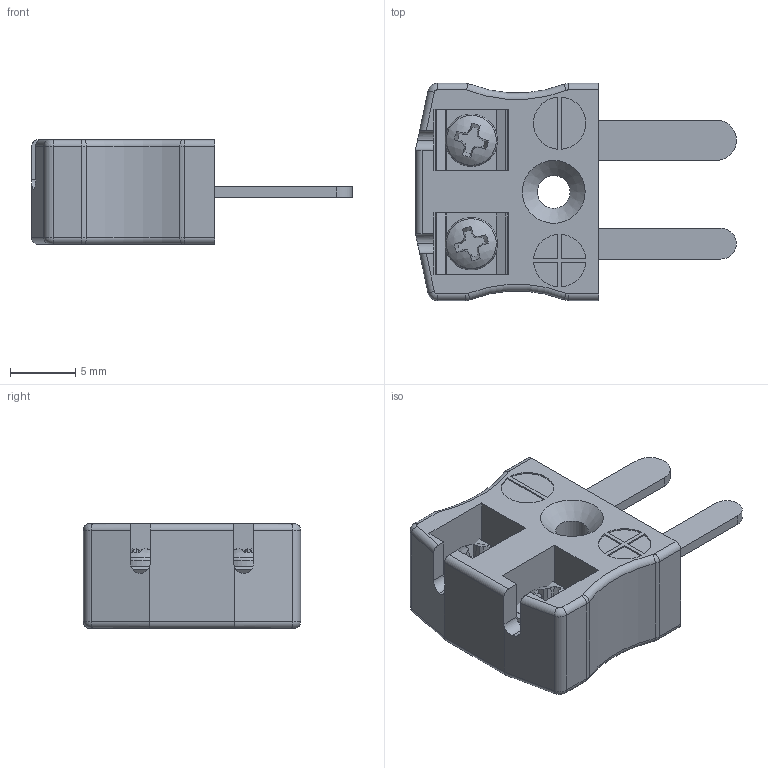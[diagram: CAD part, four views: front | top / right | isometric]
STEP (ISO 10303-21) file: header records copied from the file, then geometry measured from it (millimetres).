
FILE_DESCRIPTION (( 'STEP AP214' ), '1' );
FILE_NAME ('11438-209-Yellow-Miniature inline plug quick wire rev B.STEP', '2025-12-05T10:10:49', ( '' ), ( '' ), 'SwSTEP 2.0', 'SolidWorks 2014', '' );
FILE_SCHEMA (( 'AUTOMOTIVE_DESIGN' ));
Length unit declared in the file: millimetre
Products named in the file (6): 123-Miniature plug Pos Connector; 122-Miniature plug Neg Connector; 11438-209-Yellow-Miniature inline plug quick wire rev B; 125-Metal Wire Retainer; pan_head_phillip_mc_screw_m2_4.4mm Thread; 126-Miniature inline plug Quick Wire_Yellow
Assembly tree (7 placements, depth 2):
  11438-209-Yellow-Miniature inline plug quick wire rev B
    126-Miniature inline plug Quick Wire_Yellow
    123-Miniature plug Pos Connector
    122-Miniature plug Neg Connector
    pan_head_phillip_mc_screw_m2_4.4mm Thread  x2
    125-Metal Wire Retainer  x2
Bounding box: 24.5 x 16.6 x 8 mm (x, y, z)
Volume: 1511.7 mm3; surface area: 1752.1 mm2
Topology: 7 solids, 7 shells, 246 faces, 779 edges, 560 vertices
Faces by surface type: plane 130, cylinder 60, bspline 24, torus 18, cone 12, sphere 2
Full cylindrical faces by diameter (mm): 1.151 x2, 2.1 x2, 2.5 x1, 4 x2
Entity records: 84941 total; most frequent: CARTESIAN_POINT 79813, ORIENTED_EDGE 1086, DIRECTION 929, EDGE_CURVE 543, VERTEX_POINT 383, AXIS2_PLACEMENT_3D 329, VECTOR 271, LINE 271
